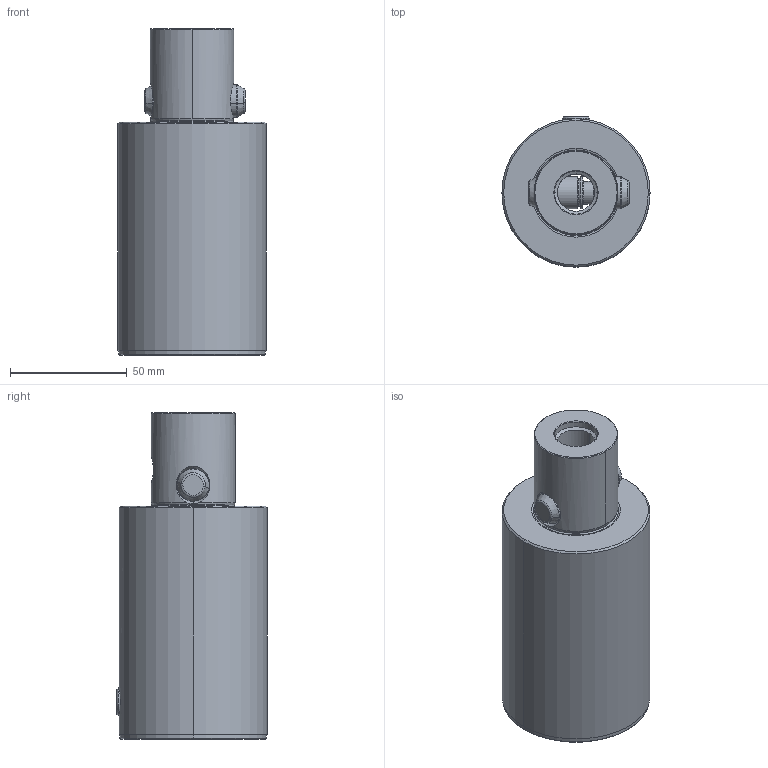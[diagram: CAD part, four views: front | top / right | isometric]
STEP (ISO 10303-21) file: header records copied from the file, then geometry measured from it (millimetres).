
FILE_DESCRIPTION(('no description'),'unknown implementation level');
FILE_NAME('A740810C-E663-49E2-BCA3-630C5D52362C_export.stp',' ',('CIMSOURCE GmbH'),('CADClick - KiM GmbH - www.kimweb.de'),'unknown preprocess','ACIS','unknown authorization');
FILE_SCHEMA(('automotive_design'));
Length unit declared in the file: millimetre
Products named in the file (3): 331.665 Kaiser CKS6 X CKS6 X 100B|331.665 Kaiser CKS6 X CKS6 X 100B_Standard;NONE; 331.665 Kaiser CKS6 X CKS6 X 100B|690.436 Kaiser ETL M12 X 18 CK6_Standard;NONE; 331.665 Kaiser CKS6 X CKS6 X 100B|691.506 Kaiser ETL �14 X 43K_Standard|691.526 Mitnehmerbolzen_Standard;NONE
Bounding box: 63.5 x 64.46 x 140 mm (x, y, z)
Volume: 281111.3 mm3; surface area: 45435.4 mm2
Topology: 3 solids, 3 shells, 153 faces, 347 edges, 200 vertices
Faces by surface type: cone 52, cylinder 44, plane 35, torus 22
Entity records: 8947 total; most frequent: CARTESIAN_POINT 1458, DIRECTION 797, STYLED_ITEM 699, PRESENTATION_STYLE_ASSIGNMENT 699, COLOUR_RGB 699, ORIENTED_EDGE 686, EDGE_CURVE 343, CURVE_STYLE 343
